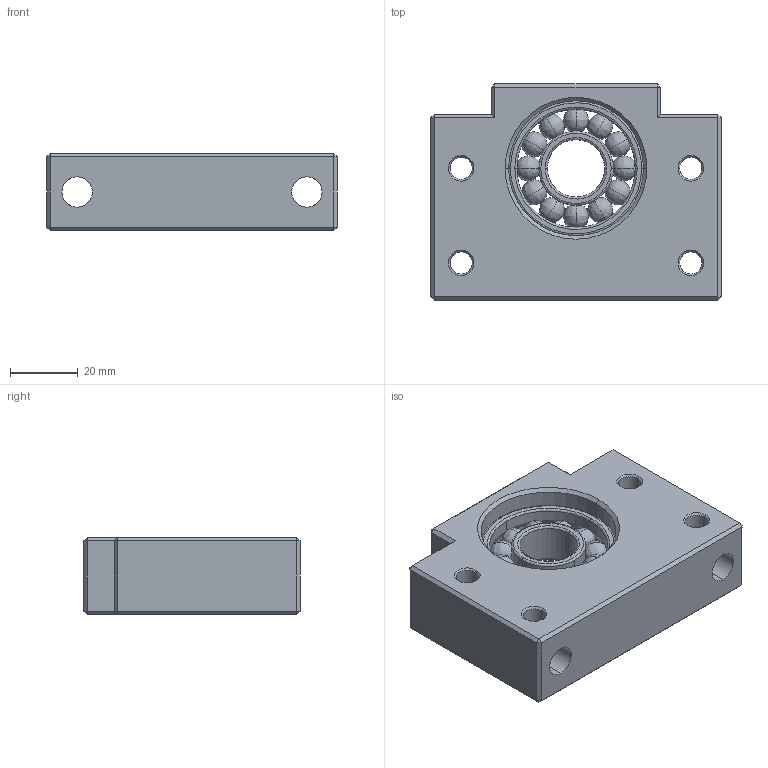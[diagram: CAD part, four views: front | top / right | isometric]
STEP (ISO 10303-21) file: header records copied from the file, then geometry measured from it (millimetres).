
FILE_DESCRIPTION (( 'STEP AP203' ), '1' );
FILE_NAME ('BF17.STEP', '2017-05-04T12:13:30', ( 'User' ), ( '' ), 'SwSTEP 2.0', 'SolidWorks 2015', '' );
FILE_SCHEMA (( 'CONFIG_CONTROL_DESIGN' ));
Length unit declared in the file: millimetre
Products named in the file (1): BF17
Bounding box: 86 x 64 x 23 mm (x, y, z)
Volume: 86916.9 mm3; surface area: 27973.6 mm2
Topology: 15 solids, 15 shells, 158 faces, 396 edges, 214 vertices
Faces by surface type: plane 50, bspline 46, cylinder 38, cone 24
Entity records: 5455 total; most frequent: CARTESIAN_POINT 2135, ORIENTED_EDGE 696, DIRECTION 626, EDGE_CURVE 348, AXIS2_PLACEMENT_3D 235, VERTEX_POINT 214, EDGE_LOOP 178, ADVANCED_FACE 158
